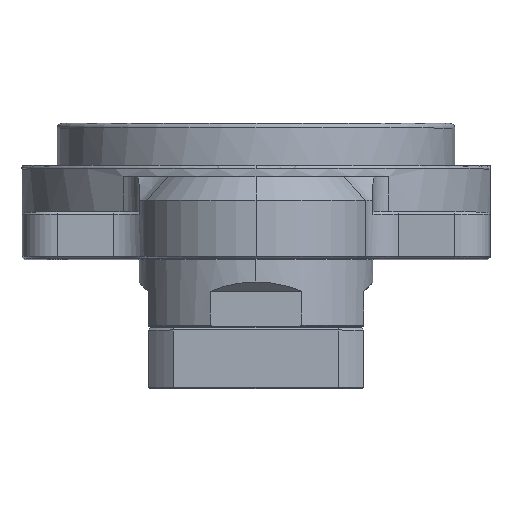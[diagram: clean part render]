
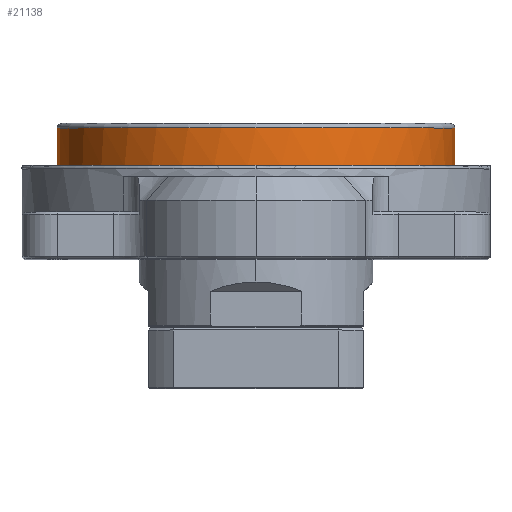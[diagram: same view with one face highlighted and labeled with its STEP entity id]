
A CAD part, top view. The second image highlights one B-rep face of the part: STEP entity #21138.
In plain terms, the highlighted cylindrical face has radius 85 mm (diameter 170 mm), a partial arc.
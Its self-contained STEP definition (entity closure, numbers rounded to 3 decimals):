
#120 = DIRECTION ( 'NONE',  ( 0., 1., 0. ) ) ;
#121 = CARTESIAN_POINT ( 'NONE',  ( -85., 41., 0. ) ) ;
#151 = LINE ( 'NONE', #121, #11798 ) ;
#1010 = DIRECTION ( 'NONE',  ( 1., 0., 0. ) ) ;
#1027 = DIRECTION ( 'NONE',  ( 0., 1., 0. ) ) ;
#1029 = CARTESIAN_POINT ( 'NONE',  ( 0., 41., 0. ) ) ;
#1030 = CYLINDRICAL_SURFACE ( 'NONE', #1622, 85. ) ;
#1054 = FACE_OUTER_BOUND ( 'NONE', #14080, .T. ) ;
#1622 = AXIS2_PLACEMENT_3D ( 'NONE', #1029, #1027, #1010 ) ;
#1720 = VERTEX_POINT ( 'NONE', #2179 ) ;
#1921 = EDGE_CURVE ( 'NONE', #1720, #8944, #151, .T. ) ;
#2051 = EDGE_CURVE ( 'NONE', #10917, #18258, #22868, .T. ) ;
#2179 = CARTESIAN_POINT ( 'NONE',  ( -85., 39.5, 0. ) ) ;
#5030 = DIRECTION ( 'NONE',  ( 0.128, 0., 0.992 ) ) ;
#5051 = DIRECTION ( 'NONE',  ( 0., 1., 0. ) ) ;
#5054 = CARTESIAN_POINT ( 'NONE',  ( 0., 39.5, 0. ) ) ;
#5445 = AXIS2_PLACEMENT_3D ( 'NONE', #5054, #5051, #5030 ) ;
#5464 = VERTEX_POINT ( 'NONE', #6733 ) ;
#5465 = CIRCLE ( 'NONE', #5445, 85. ) ;
#6604 = AXIS2_PLACEMENT_3D ( 'NONE', #13364, #13361, #13335 ) ;
#6624 = CIRCLE ( 'NONE', #6604, 85. ) ;
#6733 = CARTESIAN_POINT ( 'NONE',  ( 10.84, 39.5, 84.306 ) ) ;
#8944 = VERTEX_POINT ( 'NONE', #12254 ) ;
#10648 = ORIENTED_EDGE ( 'NONE', *, *, #15753, .T. ) ;
#10713 = ORIENTED_EDGE ( 'NONE', *, *, #2051, .T. ) ;
#10735 = ORIENTED_EDGE ( 'NONE', *, *, #21918, .T. ) ;
#10917 = VERTEX_POINT ( 'NONE', #15407 ) ;
#11368 = VECTOR ( 'NONE', #22837, 1000. ) ;
#11661 = ORIENTED_EDGE ( 'NONE', *, *, #20492, .T. ) ;
#11779 = ORIENTED_EDGE ( 'NONE', *, *, #1921, .F. ) ;
#11798 = VECTOR ( 'NONE', #120, 1000. ) ;
#12254 = CARTESIAN_POINT ( 'NONE',  ( -85., 56., 0. ) ) ;
#13335 = DIRECTION ( 'NONE',  ( -1., 0., 0. ) ) ;
#13361 = DIRECTION ( 'NONE',  ( 0., -1., 0. ) ) ;
#13364 = CARTESIAN_POINT ( 'NONE',  ( 0., 56., 0. ) ) ;
#14080 = EDGE_LOOP ( 'NONE', ( #11779, #11661, #10735, #10713, #10648 ) ) ;
#15407 = CARTESIAN_POINT ( 'NONE',  ( 85., 39.5, 0. ) ) ;
#15753 = EDGE_CURVE ( 'NONE', #18258, #8944, #6624, .T. ) ;
#18258 = VERTEX_POINT ( 'NONE', #22108 ) ;
#19897 = AXIS2_PLACEMENT_3D ( 'NONE', #20193, #20190, #20159 ) ;
#20159 = DIRECTION ( 'NONE',  ( 0.128, 0., 0.992 ) ) ;
#20190 = DIRECTION ( 'NONE',  ( 0., 1., 0. ) ) ;
#20193 = CARTESIAN_POINT ( 'NONE',  ( 0., 39.5, 0. ) ) ;
#20492 = EDGE_CURVE ( 'NONE', #1720, #5464, #5465, .T. ) ;
#20638 = CIRCLE ( 'NONE', #19897, 85. ) ;
#21138 = ADVANCED_FACE ( 'NONE', ( #1054 ), #1030, .T. ) ;
#21918 = EDGE_CURVE ( 'NONE', #5464, #10917, #20638, .T. ) ;
#22108 = CARTESIAN_POINT ( 'NONE',  ( 85., 56., 0. ) ) ;
#22837 = DIRECTION ( 'NONE',  ( 0., 1., 0. ) ) ;
#22860 = CARTESIAN_POINT ( 'NONE',  ( 85., 41., 0. ) ) ;
#22868 = LINE ( 'NONE', #22860, #11368 ) ;
